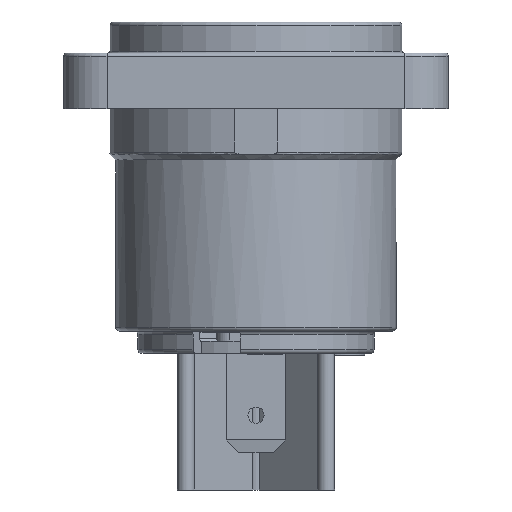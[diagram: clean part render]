
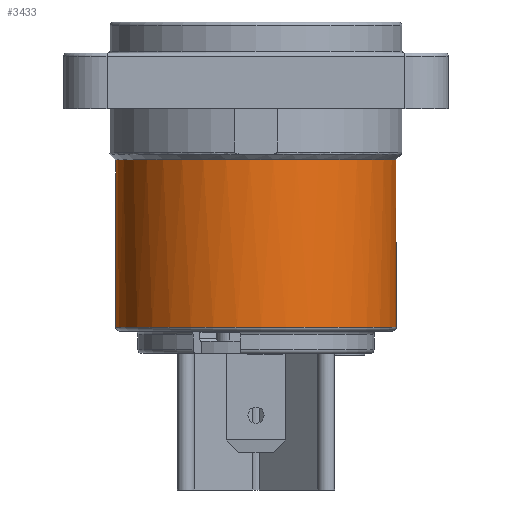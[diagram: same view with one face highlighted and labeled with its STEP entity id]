
A CAD part, left-side view. The second image highlights one B-rep face of the part: STEP entity #3433.
In plain terms, the highlighted cylindrical face has radius 11.3 mm (diameter 22.6 mm), a full revolution.
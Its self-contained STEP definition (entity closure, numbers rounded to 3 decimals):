
#3399=CARTESIAN_POINT('',(11.196,-1.527,-17.6));
#3400=VERTEX_POINT('',#3399);
#3401=CARTESIAN_POINT('',(0.,0.,-17.6));
#3402=DIRECTION('',(0.,0.,-1.0));
#3403=DIRECTION('',(-0.991,0.135,0.));
#3404=AXIS2_PLACEMENT_3D('',#3401,#3402,#3403);
#3405=CIRCLE('',#3404,11.3);
#3406=EDGE_CURVE('',#3400,#3400,#3405,.T.);
#3414=CARTESIAN_POINT('',(0.,0.,-10.3));
#3415=DIRECTION('',(0.,0.,-1.0));
#3416=DIRECTION('',(0.0,-1.0,0.0));
#3417=AXIS2_PLACEMENT_3D('',#3414,#3415,#3416);
#3418=CYLINDRICAL_SURFACE('',#3417,11.3);
#3419=CARTESIAN_POINT('',(0.,11.3,-4.114));
#3420=VERTEX_POINT('',#3419);
#3421=CARTESIAN_POINT('',(0.,0.,-4.114));
#3422=DIRECTION('',(0.0,0.0,-1.0));
#3423=DIRECTION('',(0.0,-1.0,0.0));
#3424=AXIS2_PLACEMENT_3D('',#3421,#3422,#3423);
#3425=CIRCLE('',#3424,11.3);
#3426=EDGE_CURVE('',#3420,#3420,#3425,.T.);
#3427=ORIENTED_EDGE('',*,*,#3426,.T.);
#3428=EDGE_LOOP('',(#3427));
#3429=FACE_OUTER_BOUND('',#3428,.T.);
#3430=ORIENTED_EDGE('',*,*,#3406,.F.);
#3431=EDGE_LOOP('',(#3430));
#3432=FACE_BOUND('',#3431,.T.);
#3433=ADVANCED_FACE('',(#3429,#3432),#3418,.T.);
